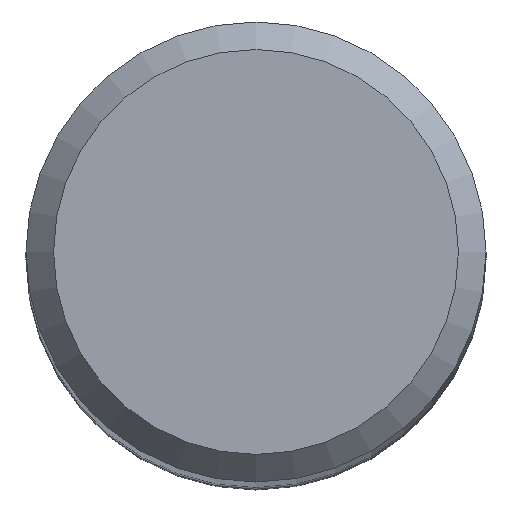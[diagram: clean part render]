
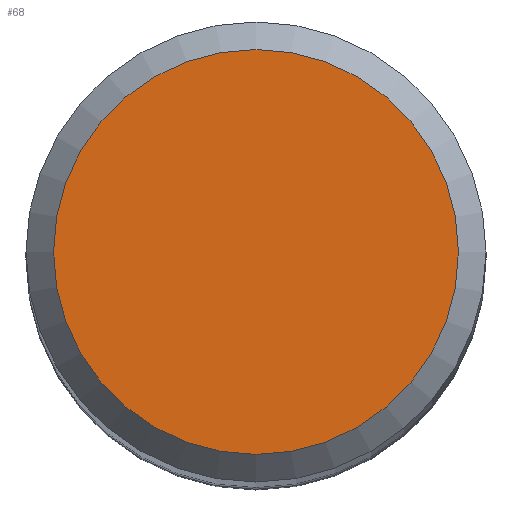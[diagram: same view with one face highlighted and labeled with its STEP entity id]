
A CAD part, top view. The second image highlights one B-rep face of the part: STEP entity #68.
In plain terms, the highlighted free-form (B-spline) face has degree [1, 1] with [2, 2] control points.
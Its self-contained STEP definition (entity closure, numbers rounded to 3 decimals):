
#68 = ADVANCED_FACE('', (#69), #89, .T.);
#69 = FACE_OUTER_BOUND('', #70, .T.);
#70 = EDGE_LOOP('', (#71, #82));
#71 = ORIENTED_EDGE('', *, *, #72, .T.);
#72 = EDGE_CURVE('', #73, #75, #77, .T.);
#73 = VERTEX_POINT('', #74);
#74 = CARTESIAN_POINT('', (0., 4.4, 0.));
#75 = VERTEX_POINT('', #76);
#76 = CARTESIAN_POINT('', (0., -4.4, 0.));
#77 = CIRCLE('', #78, 4.4);
#78 = AXIS2_PLACEMENT_3D('', #79, #80, #81);
#79 = CARTESIAN_POINT('', (0., 0., 0.));
#80 = DIRECTION('', (0., 0., 1.));
#81 = DIRECTION('', (0., 1., 0.));
#82 = ORIENTED_EDGE('', *, *, #83, .T.);
#83 = EDGE_CURVE('', #75, #73, #84, .T.);
#84 = CIRCLE('', #85, 4.4);
#85 = AXIS2_PLACEMENT_3D('', #86, #87, #88);
#86 = CARTESIAN_POINT('', (0., 0., 0.));
#87 = DIRECTION('', (0., 0., 1.));
#88 = DIRECTION('', (0., 1., 0.));
#89 = B_SPLINE_SURFACE_WITH_KNOTS('', 1, 1, ((#90, #91), (#92, #93)), .UNSPECIFIED., .F., .F., .U., (2, 2), (2, 2), (-9.401, -0.599), (-4.401, 4.401), .UNSPECIFIED.);
#90 = CARTESIAN_POINT('', (4.401, -4.401, 0.));
#91 = CARTESIAN_POINT('', (-4.401, -4.401, 0.));
#92 = CARTESIAN_POINT('', (4.401, 4.401, 0.));
#93 = CARTESIAN_POINT('', (-4.401, 4.401, 0.));
